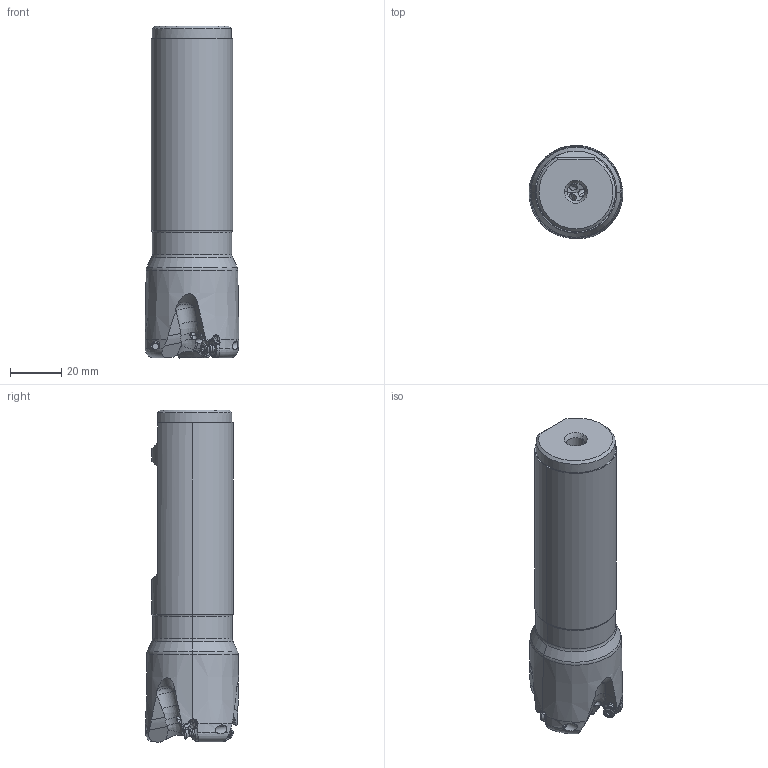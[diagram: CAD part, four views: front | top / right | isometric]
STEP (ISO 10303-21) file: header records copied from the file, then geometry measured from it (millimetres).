
FILE_DESCRIPTION(/* description */ (''),/* implementation_level */ '2;1');
FILE_NAME(/* name */ 'WWX200UR2403FA20S.stp',/* time_stamp */ '2022-11-25T16:42:52+09:00',/* author */ (''),/* organization */ (''),/* preprocessor_version */ 'ST-DEVELOPER v16',/* originating_system */ 'SIEMENS PLM Software NX 10.0',/* authorisation */ '');
FILE_SCHEMA (('AUTOMOTIVE_DESIGN { 1 0 10303 214 3 1 1 1 }'));
Length unit declared in the file: millimetre
Products named in the file (1): WWX200UR2403FA20S_ASM
Bounding box: 36.46 x 36.19 x 128.98 mm (x, y, z)
Volume: 97819.1 mm3; surface area: 18366.8 mm2
Topology: 4 solids, 4 shells, 405 faces, 1173 edges, 751 vertices
Faces by surface type: cylinder 144, plane 96, sphere 48, bspline 45, cone 33, torus 21, extrusion 18
Entity records: 22598 total; most frequent: CARTESIAN_POINT 12623, ORIENTED_EDGE 2278, DIRECTION 1808, EDGE_CURVE 1139, AXIS2_PLACEMENT_3D 762, VERTEX_POINT 745, B_SPLINE_CURVE_WITH_KNOTS 491, EDGE_LOOP 420
